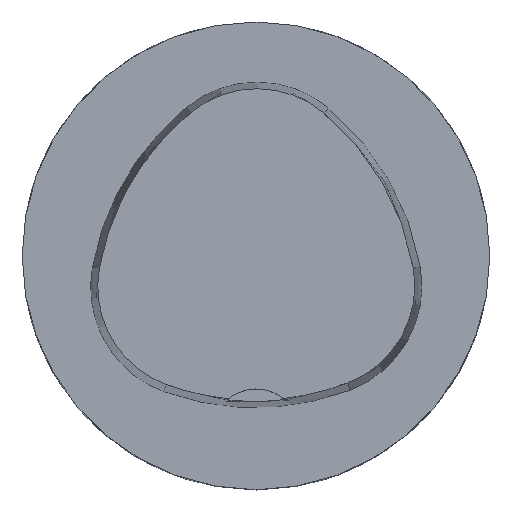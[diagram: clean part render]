
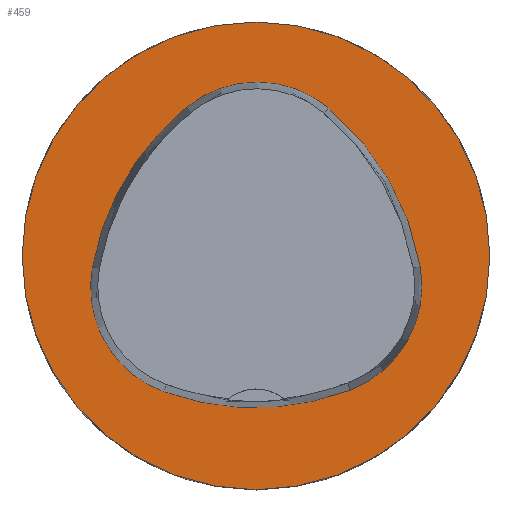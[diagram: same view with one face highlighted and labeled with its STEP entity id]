
A CAD part, top view. The second image highlights one B-rep face of the part: STEP entity #459.
In plain terms, the highlighted planar face has unit normal (0, 0, 1).
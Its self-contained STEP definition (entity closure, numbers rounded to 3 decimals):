
#230=PLANE('',#4765);
#346=FACE_BOUND('',#1016,.T.);
#347=FACE_BOUND('',#1017,.T.);
#459=ADVANCED_FACE('',(#346,#347),#230,.T.);
#1016=EDGE_LOOP('',(#2274,#2275,#2276,#2277,#2278,#2279));
#1017=EDGE_LOOP('',(#2280));
#1292=CIRCLE('',#4737,31.5);
#1293=CIRCLE('',#4743,36.);
#1295=CIRCLE('',#4746,15.);
#1297=CIRCLE('',#4749,36.);
#1299=CIRCLE('',#4752,15.);
#1303=CIRCLE('',#4757,36.);
#1305=CIRCLE('',#4760,15.);
#2274=ORIENTED_EDGE('',*,*,#3944,.T.);
#2275=ORIENTED_EDGE('',*,*,#3924,.T.);
#2276=ORIENTED_EDGE('',*,*,#3928,.T.);
#2277=ORIENTED_EDGE('',*,*,#3931,.T.);
#2278=ORIENTED_EDGE('',*,*,#3934,.T.);
#2279=ORIENTED_EDGE('',*,*,#3942,.T.);
#2280=ORIENTED_EDGE('',*,*,#3915,.F.);
#3466=VERTEX_POINT('',#7094);
#3475=VERTEX_POINT('',#7113);
#3476=VERTEX_POINT('',#7114);
#3479=VERTEX_POINT('',#7122);
#3481=VERTEX_POINT('',#7128);
#3483=VERTEX_POINT('',#7134);
#3490=VERTEX_POINT('',#7155);
#3915=EDGE_CURVE('',#3466,#3466,#1292,.T.);
#3924=EDGE_CURVE('',#3475,#3476,#1293,.T.);
#3928=EDGE_CURVE('',#3476,#3479,#1295,.T.);
#3931=EDGE_CURVE('',#3479,#3481,#1297,.T.);
#3934=EDGE_CURVE('',#3481,#3483,#1299,.T.);
#3942=EDGE_CURVE('',#3483,#3490,#1303,.T.);
#3944=EDGE_CURVE('',#3490,#3475,#1305,.T.);
#4737=AXIS2_PLACEMENT_3D('',#7093,#5359,#5360);
#4743=AXIS2_PLACEMENT_3D('',#7112,#5375,#5376);
#4746=AXIS2_PLACEMENT_3D('',#7121,#5383,#5384);
#4749=AXIS2_PLACEMENT_3D('',#7127,#5390,#5391);
#4752=AXIS2_PLACEMENT_3D('',#7133,#5397,#5398);
#4757=AXIS2_PLACEMENT_3D('',#7156,#5409,#5410);
#4760=AXIS2_PLACEMENT_3D('',#7159,#5415,#5416);
#4765=AXIS2_PLACEMENT_3D('',#7164,#5425,#5426);
#5359=DIRECTION('',(0.,0.,-1.));
#5360=DIRECTION('',(-1.,0.,0.));
#5375=DIRECTION('',(0.,0.,-1.));
#5376=DIRECTION('',(-1.,0.,0.));
#5383=DIRECTION('',(0.,0.,-1.));
#5384=DIRECTION('',(-1.,0.,0.));
#5390=DIRECTION('',(0.,0.,-1.));
#5391=DIRECTION('',(-1.,0.,0.));
#5397=DIRECTION('',(0.,0.,-1.));
#5398=DIRECTION('',(-1.,0.,0.));
#5409=DIRECTION('',(0.,0.,-1.));
#5410=DIRECTION('',(-1.,0.,0.));
#5415=DIRECTION('',(0.,0.,-1.));
#5416=DIRECTION('',(-1.,0.,0.));
#5425=DIRECTION('',(0.,0.,1.));
#5426=DIRECTION('',(1.,0.,0.));
#7093=CARTESIAN_POINT('',(0.,0.,0.));
#7094=CARTESIAN_POINT('',(-31.5,0.,0.));
#7112=CARTESIAN_POINT('',(13.398,-7.893,0.));
#7113=CARTESIAN_POINT('',(-22.041,-1.562,0.));
#7114=CARTESIAN_POINT('',(-9.317,20.036,0.));
#7121=CARTESIAN_POINT('',(0.148,8.399,0.));
#7122=CARTESIAN_POINT('',(9.779,19.898,0.));
#7127=CARTESIAN_POINT('',(-13.337,-7.7,0.));
#7128=CARTESIAN_POINT('',(22.122,-1.48,0.));
#7133=CARTESIAN_POINT('',(7.347,-4.071,0.));
#7134=CARTESIAN_POINT('',(12.693,-18.087,0.));
#7155=CARTESIAN_POINT('',(-12.373,-18.307,0.));
#7156=CARTESIAN_POINT('',(-0.137,15.55,0.));
#7159=CARTESIAN_POINT('',(-7.275,-4.2,0.));
#7164=CARTESIAN_POINT('',(0.,0.,0.));
